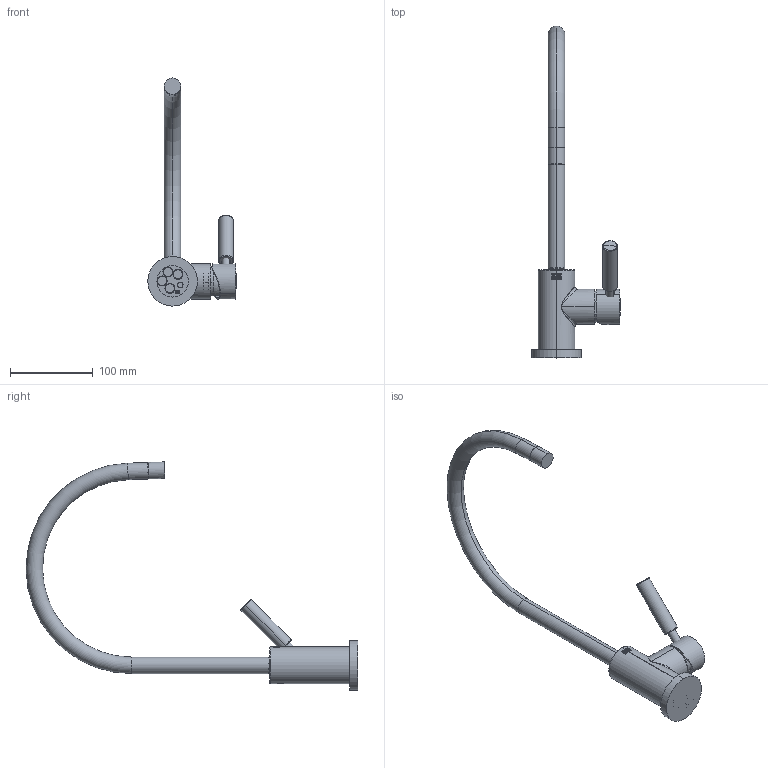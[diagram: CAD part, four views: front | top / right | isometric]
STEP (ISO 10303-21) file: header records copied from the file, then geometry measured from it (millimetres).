
FILE_DESCRIPTION (( 'STEP AP214' ), '1' );
FILE_NAME ('33836888ff_PM.STEP', '2024-03-28T07:43:28', ( '' ), ( '' ), 'SwSTEP 2.0', 'SolidWorks 2023', '' );
FILE_SCHEMA (( 'AUTOMOTIVE_DESIGN' ));
Length unit declared in the file: millimetre
Products named in the file (9): Planungsmodell_Nippel-+-09240404890_K1; Planungsmodell_Griff-+-09208900590_K1; Planungsmodell_Unterteil-+-09208804090_K1; Planungsmodell_Ring-+-09281005590_K1; Planungsmodell_Verschraubung-+-09240410790_K1; Planungsmodell_Gehaeuse-+-09198803590_K1; Planungsmodell_Rohr-+-09282204990_K1; 33836888ff_PM; Planungsmodell_Huelse-+-092301028901_K1
Assembly tree (8 placements, depth 2):
  33836888ff_PM
    Planungsmodell_Gehaeuse-+-09198803590_K1
    Planungsmodell_Ring-+-09281005590_K1
    Planungsmodell_Verschraubung-+-09240410790_K1
    Planungsmodell_Unterteil-+-09208804090_K1
    Planungsmodell_Nippel-+-09240404890_K1
    Planungsmodell_Griff-+-09208900590_K1
    Planungsmodell_Rohr-+-09282204990_K1
    Planungsmodell_Huelse-+-092301028901_K1
Bounding box: 107 x 401.98 x 276.47 mm (x, y, z)
Volume: 253158.9 mm3; surface area: 105124.1 mm2
Topology: 7 solids, 10 shells, 493 faces, 1177 edges, 732 vertices
Faces by surface type: plane 172, cylinder 131, bspline 97, torus 41, cone 40, sphere 12
Entity records: 19355 total; most frequent: CARTESIAN_POINT 8320, ORIENTED_EDGE 2320, DIRECTION 2126, EDGE_CURVE 1164, AXIS2_PLACEMENT_3D 847, VERTEX_POINT 731, EDGE_LOOP 541, ADVANCED_FACE 493
